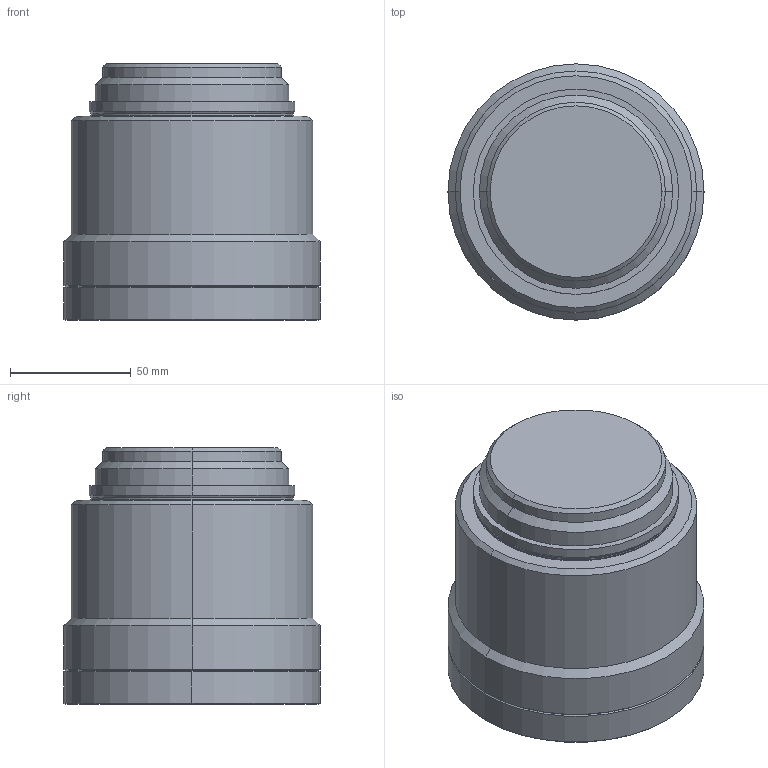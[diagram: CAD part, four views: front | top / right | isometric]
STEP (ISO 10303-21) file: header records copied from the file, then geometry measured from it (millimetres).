
FILE_DESCRIPTION (( 'STEP AP203' ), '1' );
FILE_NAME ('S4LFT4125_075_02.STEP', '2018-02-01T10:02:33', ( '' ), ( '' ), 'SwSTEP 2.0', 'SolidWorks 2017', '' );
FILE_SCHEMA (( 'CONFIG_CONTROL_DESIGN' ));
Length unit declared in the file: millimetre
Products named in the file (1): S4LFT4125_075_02
Bounding box: 106 x 106 x 106.3 mm (x, y, z)
Volume: 803999.5 mm3; surface area: 49844.3 mm2
Topology: 1 solids, 1 shells, 42 faces, 84 edges, 48 vertices
Faces by surface type: cone 16, cylinder 14, torus 6, plane 6
Entity records: 1167 total; most frequent: DIRECTION 224, CARTESIAN_POINT 175, ORIENTED_EDGE 168, AXIS2_PLACEMENT_3D 97, EDGE_CURVE 84, CIRCLE 54, VERTEX_POINT 48, EDGE_LOOP 46
